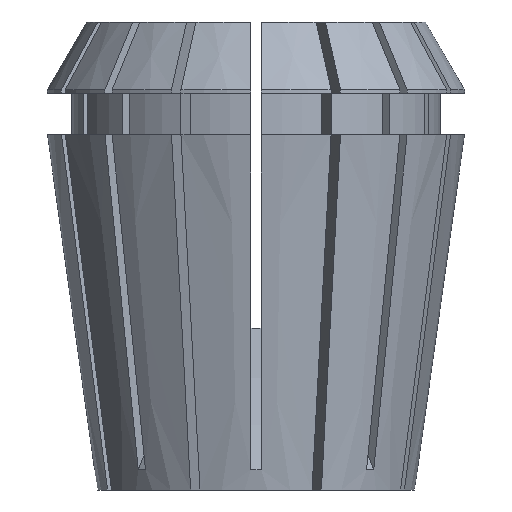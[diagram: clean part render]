
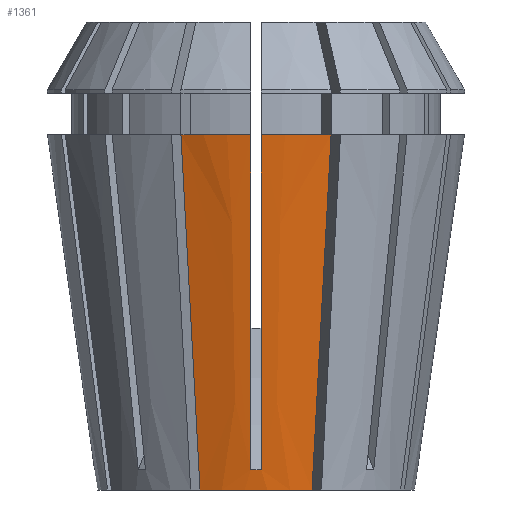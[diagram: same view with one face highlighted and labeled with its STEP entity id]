
A CAD part, left-side view. The second image highlights one B-rep face of the part: STEP entity #1361.
In plain terms, the highlighted conical face has half-angle 8 degrees and reference radius 15.595 mm.
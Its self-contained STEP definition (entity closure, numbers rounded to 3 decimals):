
#73 = CIRCLE ( 'NONE', #2439, 15.595 ) ;
#120 = CARTESIAN_POINT ( 'NONE',  ( 0., 0., 34.9 ) ) ;
#122 = CARTESIAN_POINT ( 'NONE',  ( -15.977, 0.5, 2.77 ) ) ;
#140 = CARTESIAN_POINT ( 'NONE',  ( -18.83, 0.5, 23.065 ) ) ;
#249 = CARTESIAN_POINT ( 'NONE',  ( -18.83, -0.5, 23.065 ) ) ;
#339 = CARTESIAN_POINT ( 'NONE',  ( -19.126, 7.381, 34.9 ) ) ;
#382 = AXIS2_PLACEMENT_3D ( 'NONE', #120, #599, #5502 ) ;
#430 = CARTESIAN_POINT ( 'NONE',  ( -19.126, -7.381, 34.9 ) ) ;
#445 = VERTEX_POINT ( 'NONE', #650 ) ;
#599 = DIRECTION ( 'NONE',  ( 0., 0., -1. ) ) ;
#645 = CARTESIAN_POINT ( 'NONE',  ( -17.511, 0.5, 13.678 ) ) ;
#650 = CARTESIAN_POINT ( 'NONE',  ( -15.87, -0.5, 2.01 ) ) ;
#713 = CARTESIAN_POINT ( 'NONE',  ( -20.15, -0.5, 32.452 ) ) ;
#861 = CARTESIAN_POINT ( 'NONE',  ( -15.87, 0.5, 2.01 ) ) ;
#997 = ORIENTED_EDGE ( 'NONE', *, *, #5598, .T. ) ;
#1002 = VERTEX_POINT ( 'NONE', #2576 ) ;
#1091 = AXIS2_PLACEMENT_3D ( 'NONE', #5786, #1958, #5831 ) ;
#1098 = VERTEX_POINT ( 'NONE', #2056 ) ;
#1245 = CARTESIAN_POINT ( 'NONE',  ( -14.592, 5.503, 0. ) ) ;
#1361 = ADVANCED_FACE ( 'NONE', ( #3473 ), #5283, .T. ) ;
#1386 = ORIENTED_EDGE ( 'NONE', *, *, #5439, .F. ) ;
#1410 = EDGE_CURVE ( 'NONE', #2055, #5325, #2847, .T. ) ;
#1475 = DIRECTION ( 'NONE',  ( 1., 0., 0. ) ) ;
#1496 = CARTESIAN_POINT ( 'NONE',  ( -14.592, -5.503, 0. ) ) ;
#1508 = CARTESIAN_POINT ( 'NONE',  ( -17.615, -6.755, 23.267 ) ) ;
#1681 = CIRCLE ( 'NONE', #1091, 20.5 ) ;
#1792 = CARTESIAN_POINT ( 'NONE',  ( -15.879, 0.167, 1.997 ) ) ;
#1932 = ORIENTED_EDGE ( 'NONE', *, *, #1410, .F. ) ;
#1958 = DIRECTION ( 'NONE',  ( 0., 0., -1. ) ) ;
#2055 = VERTEX_POINT ( 'NONE', #430 ) ;
#2056 = CARTESIAN_POINT ( 'NONE',  ( -14.592, 5.503, 0. ) ) ;
#2133 = CARTESIAN_POINT ( 'NONE',  ( -20.265, -0.5, 33.268 ) ) ;
#2151 = ORIENTED_EDGE ( 'NONE', *, *, #2902, .T. ) ;
#2233 = CARTESIAN_POINT ( 'NONE',  ( -16.104, 6.129, 11.633 ) ) ;
#2408 = CARTESIAN_POINT ( 'NONE',  ( -14.592, -5.503, 0. ) ) ;
#2423 = AXIS2_PLACEMENT_3D ( 'NONE', #6292, #3385, #1475 ) ;
#2439 = AXIS2_PLACEMENT_3D ( 'NONE', #2922, #4896, #4394 ) ;
#2464 = B_SPLINE_CURVE_WITH_KNOTS ( 'NONE', 3,
 ( #861, #1792, #3320, #4785 ),
 .UNSPECIFIED., .F., .F.,
 ( 4, 4 ),
 ( 0., 0.001 ),
 .UNSPECIFIED. ) ;
#2470 = EDGE_CURVE ( 'NONE', #1002, #445, #2464, .T. ) ;
#2576 = CARTESIAN_POINT ( 'NONE',  ( -15.87, 0.5, 2.01 ) ) ;
#2586 = CARTESIAN_POINT ( 'NONE',  ( -20.494, 0.5, 34.9 ) ) ;
#2626 = CARTESIAN_POINT ( 'NONE',  ( -16.084, -0.5, 3.53 ) ) ;
#2644 = CARTESIAN_POINT ( 'NONE',  ( -16.191, -0.5, 4.29 ) ) ;
#2703 = B_SPLINE_CURVE_WITH_KNOTS ( 'NONE', 3,
 ( #2586, #3580, #5980, #4532, #140, #645, #5941, #3110, #122, #3520 ),
 .UNSPECIFIED., .F., .F.,
 ( 4, 3, 3, 4 ),
 ( 0.076, 0.079, 0.107, 0.109 ),
 .UNSPECIFIED. ) ;
#2714 = CARTESIAN_POINT ( 'NONE',  ( -15.87, -0.5, 2.01 ) ) ;
#2826 = EDGE_LOOP ( 'NONE', ( #5549, #3141, #1386, #1932, #2151, #997, #4873, #4937 ) ) ;
#2847 = B_SPLINE_CURVE_WITH_KNOTS ( 'NONE', 3,
 ( #4423, #1508, #5890, #1496 ),
 .UNSPECIFIED., .F., .F.,
 ( 4, 4 ),
 ( 0., 0.035 ),
 .UNSPECIFIED. ) ;
#2902 = EDGE_CURVE ( 'NONE', #2055, #3610, #6038, .T. ) ;
#2922 = CARTESIAN_POINT ( 'NONE',  ( 0., 0., 0. ) ) ;
#3110 = CARTESIAN_POINT ( 'NONE',  ( -16.084, 0.5, 3.53 ) ) ;
#3141 = ORIENTED_EDGE ( 'NONE', *, *, #4021, .T. ) ;
#3304 = EDGE_CURVE ( 'NONE', #4116, #1002, #2703, .T. ) ;
#3320 = CARTESIAN_POINT ( 'NONE',  ( -15.879, -0.167, 1.997 ) ) ;
#3385 = DIRECTION ( 'NONE',  ( 0., 0., 1. ) ) ;
#3473 = FACE_OUTER_BOUND ( 'NONE', #2826, .T. ) ;
#3520 = CARTESIAN_POINT ( 'NONE',  ( -15.87, 0.5, 2.01 ) ) ;
#3580 = CARTESIAN_POINT ( 'NONE',  ( -20.38, 0.5, 34.084 ) ) ;
#3610 = VERTEX_POINT ( 'NONE', #6193 ) ;
#3681 = CARTESIAN_POINT ( 'NONE',  ( -17.615, 6.755, 23.267 ) ) ;
#4021 = EDGE_CURVE ( 'NONE', #5234, #1098, #6114, .T. ) ;
#4109 = CARTESIAN_POINT ( 'NONE',  ( -17.511, -0.5, 13.678 ) ) ;
#4116 = VERTEX_POINT ( 'NONE', #6162 ) ;
#4159 = B_SPLINE_CURVE_WITH_KNOTS ( 'NONE', 3,
 ( #5547, #5572, #2133, #713, #249, #4109, #2644, #2626, #5103, #2714 ),
 .UNSPECIFIED., .F., .F.,
 ( 4, 3, 3, 4 ),
 ( 0.076, 0.079, 0.107, 0.109 ),
 .UNSPECIFIED. ) ;
#4202 = EDGE_CURVE ( 'NONE', #4116, #5234, #1681, .T. ) ;
#4394 = DIRECTION ( 'NONE',  ( -1., 0., 0. ) ) ;
#4423 = CARTESIAN_POINT ( 'NONE',  ( -19.126, -7.381, 34.9 ) ) ;
#4532 = CARTESIAN_POINT ( 'NONE',  ( -20.15, 0.5, 32.452 ) ) ;
#4785 = CARTESIAN_POINT ( 'NONE',  ( -15.87, -0.5, 2.01 ) ) ;
#4873 = ORIENTED_EDGE ( 'NONE', *, *, #2470, .F. ) ;
#4896 = DIRECTION ( 'NONE',  ( 0., 0., -1. ) ) ;
#4937 = ORIENTED_EDGE ( 'NONE', *, *, #3304, .F. ) ;
#5103 = CARTESIAN_POINT ( 'NONE',  ( -15.977, -0.5, 2.77 ) ) ;
#5131 = CARTESIAN_POINT ( 'NONE',  ( -19.126, 7.381, 34.9 ) ) ;
#5234 = VERTEX_POINT ( 'NONE', #339 ) ;
#5283 = CONICAL_SURFACE ( 'NONE', #2423, 15.595, 0.14 ) ;
#5325 = VERTEX_POINT ( 'NONE', #2408 ) ;
#5439 = EDGE_CURVE ( 'NONE', #5325, #1098, #73, .T. ) ;
#5502 = DIRECTION ( 'NONE',  ( -1., 0., 0. ) ) ;
#5547 = CARTESIAN_POINT ( 'NONE',  ( -20.494, -0.5, 34.9 ) ) ;
#5549 = ORIENTED_EDGE ( 'NONE', *, *, #4202, .T. ) ;
#5572 = CARTESIAN_POINT ( 'NONE',  ( -20.38, -0.5, 34.084 ) ) ;
#5598 = EDGE_CURVE ( 'NONE', #3610, #445, #4159, .T. ) ;
#5786 = CARTESIAN_POINT ( 'NONE',  ( 0., 0., 34.9 ) ) ;
#5831 = DIRECTION ( 'NONE',  ( -1., 0., 0. ) ) ;
#5890 = CARTESIAN_POINT ( 'NONE',  ( -16.104, -6.129, 11.633 ) ) ;
#5941 = CARTESIAN_POINT ( 'NONE',  ( -16.191, 0.5, 4.29 ) ) ;
#5980 = CARTESIAN_POINT ( 'NONE',  ( -20.265, 0.5, 33.268 ) ) ;
#6038 = CIRCLE ( 'NONE', #382, 20.5 ) ;
#6114 = B_SPLINE_CURVE_WITH_KNOTS ( 'NONE', 3,
 ( #5131, #3681, #2233, #1245 ),
 .UNSPECIFIED., .F., .F.,
 ( 4, 4 ),
 ( 0., 0.035 ),
 .UNSPECIFIED. ) ;
#6162 = CARTESIAN_POINT ( 'NONE',  ( -20.494, 0.5, 34.9 ) ) ;
#6193 = CARTESIAN_POINT ( 'NONE',  ( -20.494, -0.5, 34.9 ) ) ;
#6292 = CARTESIAN_POINT ( 'NONE',  ( 0., 0., 0. ) ) ;
